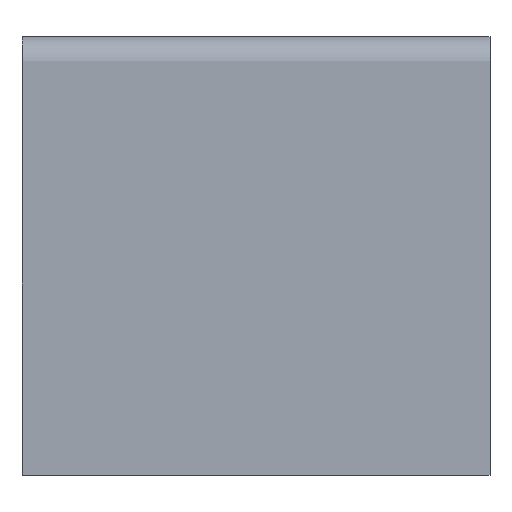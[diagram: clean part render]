
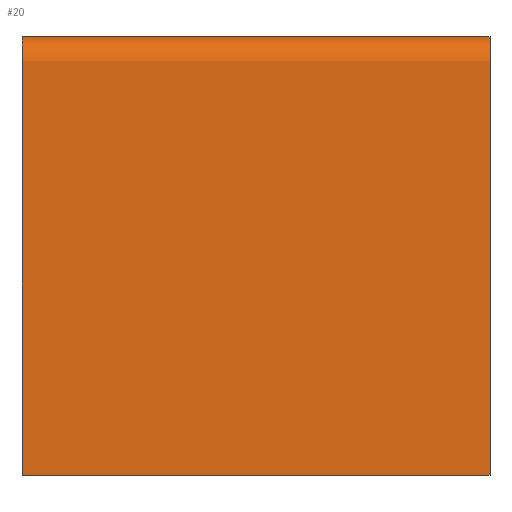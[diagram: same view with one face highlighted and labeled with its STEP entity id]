
A CAD part, left-side view. The second image highlights one B-rep face of the part: STEP entity #20.
In plain terms, the highlighted free-form (B-spline) face has degree [2, 1] with [5, 2] control points.
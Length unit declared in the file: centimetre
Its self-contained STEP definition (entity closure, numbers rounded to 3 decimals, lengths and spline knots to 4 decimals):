
#20=ADVANCED_FACE($,(#27),#92,.T.);
#27=FACE_OUTER_BOUND($,#34,.T.);
#34=EDGE_LOOP($,(#61,#62,#63,#64));
#61=ORIENTED_EDGE($,*,*,#65,.F.);
#62=ORIENTED_EDGE($,*,*,#66,.T.);
#63=ORIENTED_EDGE($,*,*,#67,.T.);
#64=ORIENTED_EDGE($,*,*,#79,.F.);
#65=EDGE_CURVE($,#80,#85,#106,.T.);
#66=EDGE_CURVE($,#80,#81,#97,.T.);
#67=EDGE_CURVE($,#81,#89,#107,.T.);
#79=EDGE_CURVE($,#85,#89,#105,.T.);
#80=VERTEX_POINT($,#328);
#81=VERTEX_POINT($,#329);
#85=VERTEX_POINT($,#333);
#89=VERTEX_POINT($,#337);
#92=(
BOUNDED_SURFACE()
B_SPLINE_SURFACE(2,1,((#318,#319),(#320,#321),(#322,#323),(#324,#325),(#326,
#327)),.UNSPECIFIED.,.F.,.F.,.F.)
B_SPLINE_SURFACE_WITH_KNOTS((3,2,3),(2,2),(0.,35.,37.3562),(0.,
40.),.UNSPECIFIED.)
GEOMETRIC_REPRESENTATION_ITEM()
RATIONAL_B_SPLINE_SURFACE(((1.,1.),(1.,1.),(1.,1.),(0.707,0.707),
(1.,1.)))
REPRESENTATION_ITEM($)
SURFACE()
);
#97=B_SPLINE_CURVE_WITH_KNOTS($,1,(#219,#220),.UNSPECIFIED.,.F.,.F.,(2,2),
(0.,40.),.UNSPECIFIED.);
#105=B_SPLINE_CURVE_WITH_KNOTS($,1,(#276,#277),.UNSPECIFIED.,.F.,.F.,(2,
2),(0.,40.),.UNSPECIFIED.);
#106=(
BOUNDED_CURVE()
B_SPLINE_CURVE(2,(#214,#215,#216,#217,#218),.UNSPECIFIED.,.F.,.F.)
B_SPLINE_CURVE_WITH_KNOTS((3,2,3),(-37.3562,-35.,0.),.UNSPECIFIED.)
CURVE()
GEOMETRIC_REPRESENTATION_ITEM()
RATIONAL_B_SPLINE_CURVE((1.,0.707,1.,1.,1.))
REPRESENTATION_ITEM($)
);
#107=(
BOUNDED_CURVE()
B_SPLINE_CURVE(2,(#221,#222,#223,#224,#225),.UNSPECIFIED.,.F.,.F.)
B_SPLINE_CURVE_WITH_KNOTS((3,2,3),(-37.3562,-35.,0.),.UNSPECIFIED.)
CURVE()
GEOMETRIC_REPRESENTATION_ITEM()
RATIONAL_B_SPLINE_CURVE((1.,0.707,1.,1.,1.))
REPRESENTATION_ITEM($)
);
#214=CARTESIAN_POINT($,(2.5,0.,37.5));
#215=CARTESIAN_POINT($,(0.,0.,37.5));
#216=CARTESIAN_POINT($,(0.,0.,35.));
#217=CARTESIAN_POINT($,(0.,0.,17.5));
#218=CARTESIAN_POINT($,(0.,0.,0.));
#219=CARTESIAN_POINT($,(2.5,0.,37.5));
#220=CARTESIAN_POINT($,(2.5,40.,37.5));
#221=CARTESIAN_POINT($,(2.5,40.,37.5));
#222=CARTESIAN_POINT($,(0.,40.,37.5));
#223=CARTESIAN_POINT($,(0.,40.,35.));
#224=CARTESIAN_POINT($,(0.,40.,17.5));
#225=CARTESIAN_POINT($,(0.,40.,0.));
#276=CARTESIAN_POINT($,(0.,0.,0.));
#277=CARTESIAN_POINT($,(0.,40.,0.));
#318=CARTESIAN_POINT($,(0.,0.,0.));
#319=CARTESIAN_POINT($,(0.,40.,0.));
#320=CARTESIAN_POINT($,(0.,0.,17.5));
#321=CARTESIAN_POINT($,(0.,40.,17.5));
#322=CARTESIAN_POINT($,(0.,0.,35.));
#323=CARTESIAN_POINT($,(0.,40.,35.));
#324=CARTESIAN_POINT($,(0.,0.,37.5));
#325=CARTESIAN_POINT($,(0.,40.,37.5));
#326=CARTESIAN_POINT($,(2.5,0.,37.5));
#327=CARTESIAN_POINT($,(2.5,40.,37.5));
#328=CARTESIAN_POINT($,(2.5,0.,37.5));
#329=CARTESIAN_POINT($,(2.5,40.,37.5));
#333=CARTESIAN_POINT($,(0.,0.,0.));
#337=CARTESIAN_POINT($,(0.,40.,0.));
